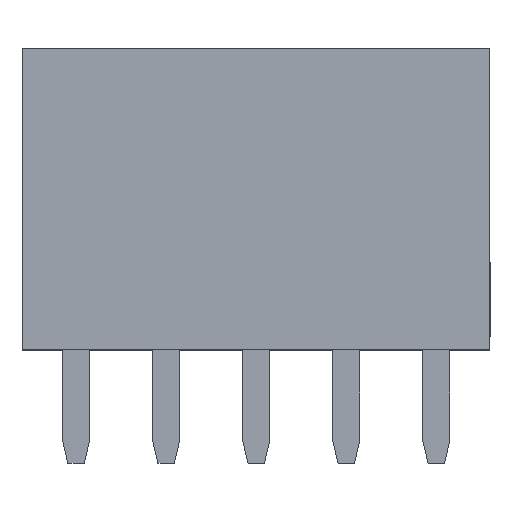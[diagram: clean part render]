
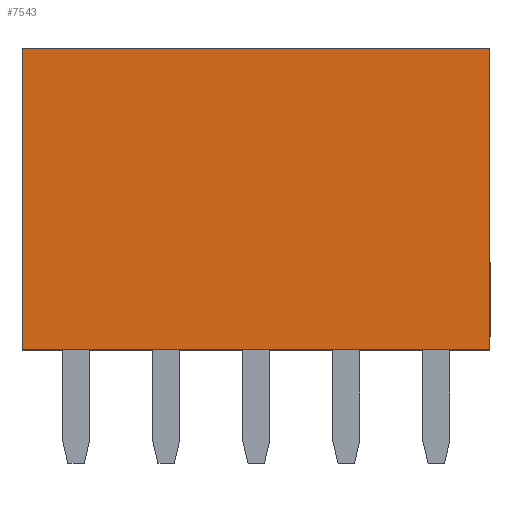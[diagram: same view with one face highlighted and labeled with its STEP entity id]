
A CAD part, top view. The second image highlights one B-rep face of the part: STEP entity #7543.
In plain terms, the highlighted planar face has unit normal (0, 0, 1).
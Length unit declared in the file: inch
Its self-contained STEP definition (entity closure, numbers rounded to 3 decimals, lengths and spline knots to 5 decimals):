
#196 = ORIENTED_EDGE ( 'NONE', *, *, #498, .T. ) ;
#498 = EDGE_CURVE ( 'NONE', #7938, #4695, #8377, .T. ) ;
#572 = EDGE_CURVE ( 'NONE', #7938, #2857, #8189, .T. ) ;
#1029 = VECTOR ( 'NONE', #7490, 39.37008 ) ;
#1036 = LINE ( 'NONE', #6487, #7657 ) ;
#1102 = CARTESIAN_POINT ( 'NONE',  ( -0.5, 0., 0. ) ) ;
#1158 = AXIS2_PLACEMENT_3D ( 'NONE', #1793, #2511, #6840 ) ;
#1160 = CARTESIAN_POINT ( 'NONE',  ( 0.51969, 0., 0. ) ) ;
#1317 = EDGE_CURVE ( 'NONE', #4695, #3405, #1036, .T. ) ;
#1484 = CARTESIAN_POINT ( 'NONE',  ( 0.51969, 0.33465, 0. ) ) ;
#1662 = CARTESIAN_POINT ( 'NONE',  ( 0., 0.33465, 0. ) ) ;
#1667 = CARTESIAN_POINT ( 'NONE',  ( 0.51969, 0., 0. ) ) ;
#1673 = DIRECTION ( 'NONE',  ( 0., -1., 0. ) ) ;
#1793 = CARTESIAN_POINT ( 'NONE',  ( -0.5, 0., 0. ) ) ;
#1813 = FACE_OUTER_BOUND ( 'NONE', #7694, .T. ) ;
#1934 = DIRECTION ( 'NONE',  ( -1., 0., 0. ) ) ;
#1944 = CARTESIAN_POINT ( 'NONE',  ( -0.5, 0.33465, 0. ) ) ;
#2511 = DIRECTION ( 'NONE',  ( 0., 0., 1. ) ) ;
#2857 = VERTEX_POINT ( 'NONE', #1160 ) ;
#2969 = ORIENTED_EDGE ( 'NONE', *, *, #572, .F. ) ;
#3255 = VECTOR ( 'NONE', #1673, 39.37008 ) ;
#3316 = ORIENTED_EDGE ( 'NONE', *, *, #1317, .T. ) ;
#3405 = VERTEX_POINT ( 'NONE', #7031 ) ;
#4695 = VERTEX_POINT ( 'NONE', #1662 ) ;
#5117 = ORIENTED_EDGE ( 'NONE', *, *, #8220, .T. ) ;
#5692 = PLANE ( 'NONE',  #1158 ) ;
#6200 = LINE ( 'NONE', #1102, #1029 ) ;
#6487 = CARTESIAN_POINT ( 'NONE',  ( 0., 0.01969, 0. ) ) ;
#6541 = DIRECTION ( 'NONE',  ( 0., -1., 0. ) ) ;
#6663 = VECTOR ( 'NONE', #1934, 39.37008 ) ;
#6840 = DIRECTION ( 'NONE',  ( 1., 0., 0. ) ) ;
#7031 = CARTESIAN_POINT ( 'NONE',  ( 0., 0., 0. ) ) ;
#7490 = DIRECTION ( 'NONE',  ( 1., 0., 0. ) ) ;
#7543 = ADVANCED_FACE ( 'NONE', ( #1813 ), #5692, .T. ) ;
#7657 = VECTOR ( 'NONE', #6541, 39.37008 ) ;
#7694 = EDGE_LOOP ( 'NONE', ( #2969, #196, #3316, #5117 ) ) ;
#7938 = VERTEX_POINT ( 'NONE', #1484 ) ;
#8189 = LINE ( 'NONE', #1667, #3255 ) ;
#8220 = EDGE_CURVE ( 'NONE', #3405, #2857, #6200, .T. ) ;
#8377 = LINE ( 'NONE', #1944, #6663 ) ;
